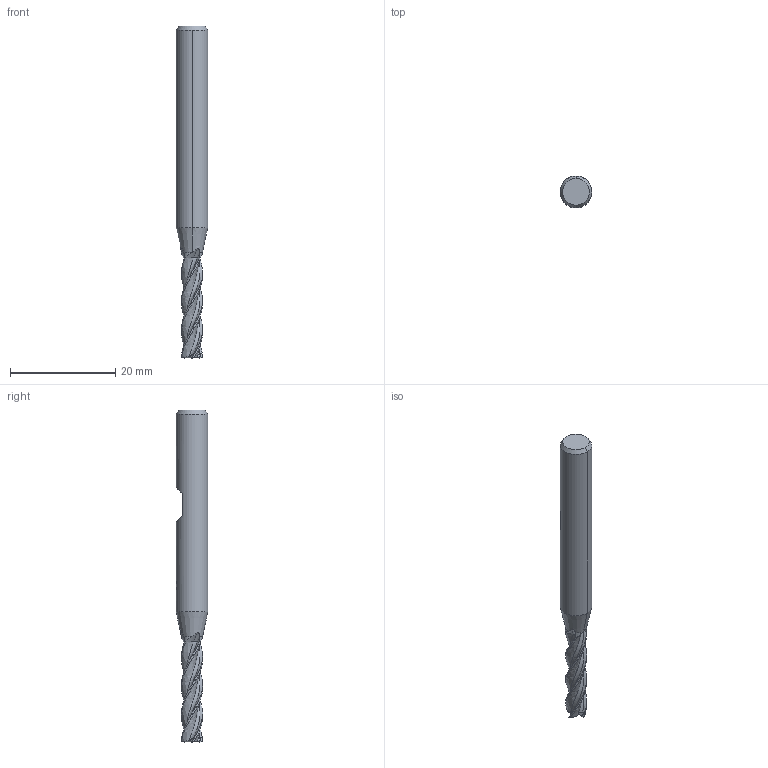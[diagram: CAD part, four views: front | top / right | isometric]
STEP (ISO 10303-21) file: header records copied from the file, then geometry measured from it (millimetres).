
FILE_DESCRIPTION(('no description'),'unknown implementation level');
FILE_NAME('solidDzNlqecWORN_VkaP4VCbefAYnC8_1.STP',' ',('CIM GmbH Aachen'),('CADClick - KiM GmbH - www.kimweb.de'),'unknown preprocess','ACIS','unknown authorization');
FILE_SCHEMA(('automotive_design'));
Length unit declared in the file: millimetre
Products named in the file (2): 1; 2
Bounding box: 6 x 6 x 63 mm (x, y, z)
Volume: 1288.9 mm3; surface area: 1118 mm2
Topology: 2 solids, 2 shells, 117 faces, 328 edges, 215 vertices
Faces by surface type: bspline 40, plane 34, revolution 16, cone 14, cylinder 13
Entity records: 17650 total; most frequent: CARTESIAN_POINT 11381, STYLED_ITEM 662, PRESENTATION_STYLE_ASSIGNMENT 662, COLOUR_RGB 662, ORIENTED_EDGE 656, DIRECTION 345, EDGE_CURVE 328, CURVE_STYLE 328
